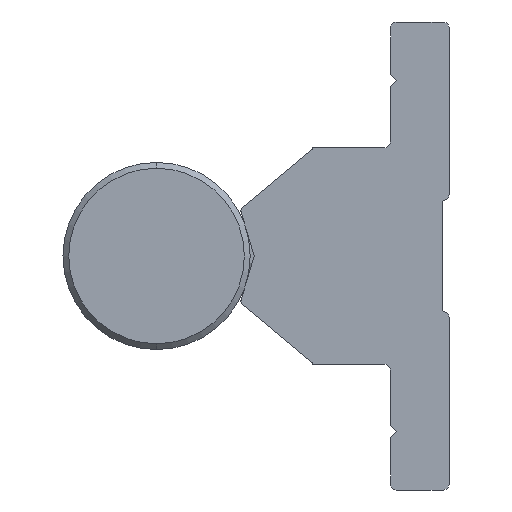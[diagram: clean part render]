
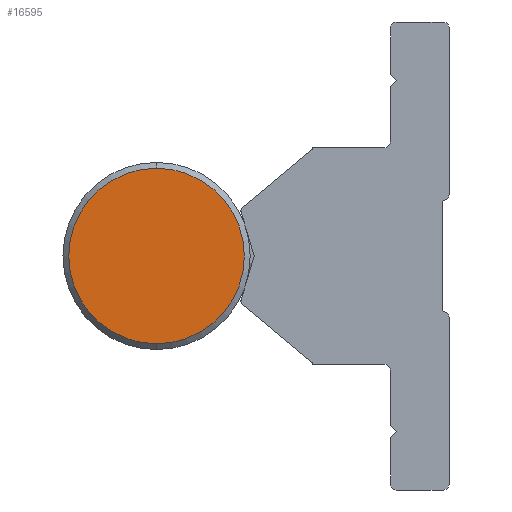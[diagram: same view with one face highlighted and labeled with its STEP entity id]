
A CAD part, left-side view. The second image highlights one B-rep face of the part: STEP entity #16595.
In plain terms, the highlighted planar face has unit normal (-1, 0, 0).
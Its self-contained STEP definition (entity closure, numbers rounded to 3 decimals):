
#1124 = DIRECTION ( 'NONE',  ( -1., 0., 0. ) ) ;
#3384 = VERTEX_POINT ( 'NONE', #18609 ) ;
#4400 = DIRECTION ( 'NONE',  ( 0., 0., -1. ) ) ;
#7297 = DIRECTION ( 'NONE',  ( -1., 0., 0. ) ) ;
#10630 = DIRECTION ( 'NONE',  ( 0., 0., -1. ) ) ;
#14730 = PLANE ( 'NONE',  #32605 ) ;
#15306 = CARTESIAN_POINT ( 'NONE',  ( -1500., 0., 0. ) ) ;
#16595 = ADVANCED_FACE ( 'NONE', ( #21116 ), #14730, .F. ) ;
#17450 = CARTESIAN_POINT ( 'NONE',  ( -1500., 0., 0. ) ) ;
#18609 = CARTESIAN_POINT ( 'NONE',  ( -1500., 0., 7.5 ) ) ;
#21116 = FACE_OUTER_BOUND ( 'NONE', #26748, .T. ) ;
#21149 = AXIS2_PLACEMENT_3D ( 'NONE', #17450, #1124, #4400 ) ;
#21901 = DIRECTION ( 'NONE',  ( 1., 0., 0. ) ) ;
#22450 = CIRCLE ( 'NONE', #21149, 7.5 ) ;
#26104 = CIRCLE ( 'NONE', #27766, 7.5 ) ;
#26748 = EDGE_LOOP ( 'NONE', ( #39658, #35691 ) ) ;
#27766 = AXIS2_PLACEMENT_3D ( 'NONE', #39801, #7297, #10630 ) ;
#30296 = EDGE_CURVE ( 'NONE', #33671, #3384, #22450, .T. ) ;
#32605 = AXIS2_PLACEMENT_3D ( 'NONE', #15306, #21901, #37728 ) ;
#33671 = VERTEX_POINT ( 'NONE', #40604 ) ;
#35691 = ORIENTED_EDGE ( 'NONE', *, *, #40011, .T. ) ;
#37728 = DIRECTION ( 'NONE',  ( 0., 0., -1. ) ) ;
#39658 = ORIENTED_EDGE ( 'NONE', *, *, #30296, .T. ) ;
#39801 = CARTESIAN_POINT ( 'NONE',  ( -1500., 0., 0. ) ) ;
#40011 = EDGE_CURVE ( 'NONE', #3384, #33671, #26104, .T. ) ;
#40604 = CARTESIAN_POINT ( 'NONE',  ( -1500., 0., -7.5 ) ) ;
